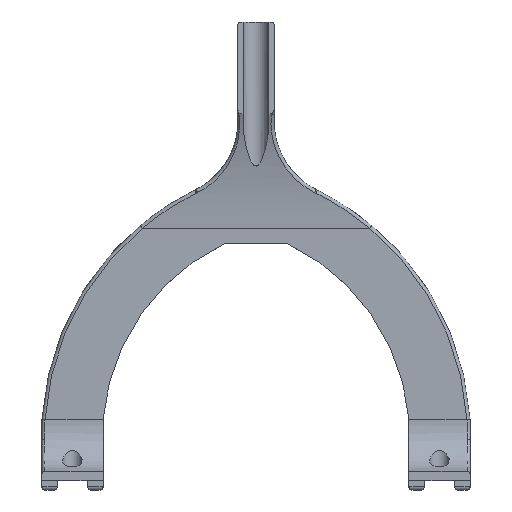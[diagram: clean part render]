
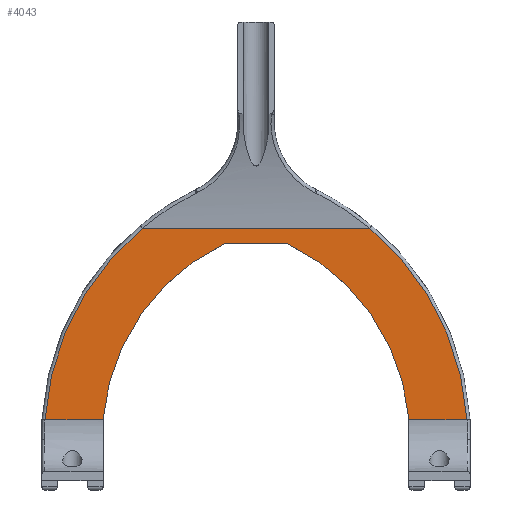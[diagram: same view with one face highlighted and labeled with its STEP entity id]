
A CAD part, top view. The second image highlights one B-rep face of the part: STEP entity #4043.
In plain terms, the highlighted planar face has unit normal (0, 0, 1).
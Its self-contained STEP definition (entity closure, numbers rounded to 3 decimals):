
#369 = CYLINDRICAL_SURFACE('',#370,16.029);
#370 = AXIS2_PLACEMENT_3D('',#371,#372,#373);
#371 = CARTESIAN_POINT('',(70.,19.029,20.));
#372 = DIRECTION('',(1.,0.,0.));
#373 = DIRECTION('',(0.,1.,0.));
#902 = TOROIDAL_SURFACE('',#903,89.185,1.);
#903 = AXIS2_PLACEMENT_3D('',#904,#905,#906);
#904 = CARTESIAN_POINT('',(20.,14.226,3.));
#905 = DIRECTION('',(0.,0.,1.));
#906 = DIRECTION('',(-0.652,0.758,0.));
#1316 = CYLINDRICAL_SURFACE('',#1317,70.238);
#1317 = AXIS2_PLACEMENT_3D('',#1318,#1319,#1320);
#1318 = CARTESIAN_POINT('',(20.,14.226,0.));
#1319 = DIRECTION('',(-0.,-0.,-1.));
#1320 = DIRECTION('',(1.,0.,0.));
#1344 = PLANE('',#1345);
#1345 = AXIS2_PLACEMENT_3D('',#1346,#1347,#1348);
#1346 = CARTESIAN_POINT('',(-10.,77.735,0.));
#1347 = DIRECTION('',(0.,1.,0.));
#1348 = DIRECTION('',(1.,0.,0.));
#1373 = CYLINDRICAL_SURFACE('',#1374,70.238);
#1374 = AXIS2_PLACEMENT_3D('',#1375,#1376,#1377);
#1375 = CARTESIAN_POINT('',(-20.,14.226,0.));
#1376 = DIRECTION('',(-0.,-0.,-1.));
#1377 = DIRECTION('',(1.,0.,0.));
#1559 = VERTEX_POINT('',#1560);
#1560 = CARTESIAN_POINT('',(-68.996,20.,4.));
#1585 = EDGE_CURVE('',#1559,#1586,#1588,.T.);
#1586 = VERTEX_POINT('',#1587);
#1587 = CARTESIAN_POINT('',(-50.,20.,4.));
#1588 = SURFACE_CURVE('',#1589,(#1593,#1599),.PCURVE_S1.);
#1589 = LINE('',#1590,#1591);
#1590 = CARTESIAN_POINT('',(-70.,20.,4.));
#1591 = VECTOR('',#1592,1.);
#1592 = DIRECTION('',(1.,0.,0.));
#1593 = PCURVE('',#369,#1594);
#1594 = DEFINITIONAL_REPRESENTATION('',(#1595),#1598);
#1595 = B_SPLINE_CURVE_WITH_KNOTS('',1,(#1596,#1597),.UNSPECIFIED.,.F.,
  .F.,(2,2),(0.,20.),.PIECEWISE_BEZIER_KNOTS.);
#1596 = CARTESIAN_POINT('',(4.773,-140.));
#1597 = CARTESIAN_POINT('',(4.773,-120.));
#1598 = ( GEOMETRIC_REPRESENTATION_CONTEXT(2) 
PARAMETRIC_REPRESENTATION_CONTEXT() REPRESENTATION_CONTEXT('2D SPACE',''
  ) );
#1599 = PCURVE('',#1600,#1605);
#1600 = PLANE('',#1601);
#1601 = AXIS2_PLACEMENT_3D('',#1602,#1603,#1604);
#1602 = CARTESIAN_POINT('',(0.,62.382,4.));
#1603 = DIRECTION('',(0.,0.,1.));
#1604 = DIRECTION('',(1.,0.,0.));
#1605 = DEFINITIONAL_REPRESENTATION('',(#1606),#1610);
#1606 = LINE('',#1607,#1608);
#1607 = CARTESIAN_POINT('',(-70.,-42.382));
#1608 = VECTOR('',#1609,1.);
#1609 = DIRECTION('',(1.,0.));
#1610 = ( GEOMETRIC_REPRESENTATION_CONTEXT(2) 
PARAMETRIC_REPRESENTATION_CONTEXT() REPRESENTATION_CONTEXT('2D SPACE',''
  ) );
#2732 = VERTEX_POINT('',#2733);
#2733 = CARTESIAN_POINT('',(-37.191,82.61,4.));
#2750 = SURFACE_OF_LINEAR_EXTRUSION('',#2751,#2755);
#2751 = B_SPLINE_CURVE_WITH_KNOTS('',2,(#2752,#2753,#2754),
  .UNSPECIFIED.,.F.,.F.,(3,3),(0.,1.),.PIECEWISE_BEZIER_KNOTS.);
#2752 = CARTESIAN_POINT('',(106.,82.61,4.));
#2753 = CARTESIAN_POINT('',(106.,106.505,5.208));
#2754 = CARTESIAN_POINT('',(106.,120.,12.));
#2755 = VECTOR('',#2756,1.);
#2756 = DIRECTION('',(1.,0.,0.));
#2843 = EDGE_CURVE('',#2732,#1559,#2844,.T.);
#2844 = SURFACE_CURVE('',#2845,(#2850,#2857),.PCURVE_S1.);
#2845 = CIRCLE('',#2846,89.185);
#2846 = AXIS2_PLACEMENT_3D('',#2847,#2848,#2849);
#2847 = CARTESIAN_POINT('',(20.,14.226,4.));
#2848 = DIRECTION('',(0.,0.,1.));
#2849 = DIRECTION('',(-0.652,0.758,0.));
#2850 = PCURVE('',#902,#2851);
#2851 = DEFINITIONAL_REPRESENTATION('',(#2852),#2856);
#2852 = LINE('',#2853,#2854);
#2853 = CARTESIAN_POINT('',(0.,1.571));
#2854 = VECTOR('',#2855,1.);
#2855 = DIRECTION('',(1.,0.));
#2856 = ( GEOMETRIC_REPRESENTATION_CONTEXT(2) 
PARAMETRIC_REPRESENTATION_CONTEXT() REPRESENTATION_CONTEXT('2D SPACE',''
  ) );
#2857 = PCURVE('',#1600,#2858);
#2858 = DEFINITIONAL_REPRESENTATION('',(#2859),#2863);
#2859 = CIRCLE('',#2860,89.185);
#2860 = AXIS2_PLACEMENT_2D('',#2861,#2862);
#2861 = CARTESIAN_POINT('',(20.,-48.156));
#2862 = DIRECTION('',(-0.652,0.758));
#2863 = ( GEOMETRIC_REPRESENTATION_CONTEXT(2) 
PARAMETRIC_REPRESENTATION_CONTEXT() REPRESENTATION_CONTEXT('2D SPACE',''
  ) );
#3356 = TOROIDAL_SURFACE('',#3357,89.185,1.);
#3357 = AXIS2_PLACEMENT_3D('',#3358,#3359,#3360);
#3358 = CARTESIAN_POINT('',(-20.,14.226,3.));
#3359 = DIRECTION('',(-0.,-0.,-1.));
#3360 = DIRECTION('',(0.998,0.064,-0.));
#3811 = VERTEX_POINT('',#3812);
#3812 = CARTESIAN_POINT('',(50.,20.,4.));
#3850 = CYLINDRICAL_SURFACE('',#3851,16.029);
#3851 = AXIS2_PLACEMENT_3D('',#3852,#3853,#3854);
#3852 = CARTESIAN_POINT('',(70.,19.029,20.));
#3853 = DIRECTION('',(1.,0.,0.));
#3854 = DIRECTION('',(0.,1.,0.));
#3893 = EDGE_CURVE('',#3811,#3894,#3896,.T.);
#3894 = VERTEX_POINT('',#3895);
#3895 = CARTESIAN_POINT('',(10.,77.735,4.));
#3896 = SURFACE_CURVE('',#3897,(#3902,#3909),.PCURVE_S1.);
#3897 = CIRCLE('',#3898,70.238);
#3898 = AXIS2_PLACEMENT_3D('',#3899,#3900,#3901);
#3899 = CARTESIAN_POINT('',(-20.,14.226,4.));
#3900 = DIRECTION('',(0.,0.,1.));
#3901 = DIRECTION('',(1.,0.,0.));
#3902 = PCURVE('',#1373,#3903);
#3903 = DEFINITIONAL_REPRESENTATION('',(#3904),#3908);
#3904 = LINE('',#3905,#3906);
#3905 = CARTESIAN_POINT('',(-0.,-4.));
#3906 = VECTOR('',#3907,1.);
#3907 = DIRECTION('',(-1.,0.));
#3908 = ( GEOMETRIC_REPRESENTATION_CONTEXT(2) 
PARAMETRIC_REPRESENTATION_CONTEXT() REPRESENTATION_CONTEXT('2D SPACE',''
  ) );
#3909 = PCURVE('',#1600,#3910);
#3910 = DEFINITIONAL_REPRESENTATION('',(#3911),#3915);
#3911 = CIRCLE('',#3912,70.238);
#3912 = AXIS2_PLACEMENT_2D('',#3913,#3914);
#3913 = CARTESIAN_POINT('',(-20.,-48.156));
#3914 = DIRECTION('',(1.,0.));
#3915 = ( GEOMETRIC_REPRESENTATION_CONTEXT(2) 
PARAMETRIC_REPRESENTATION_CONTEXT() REPRESENTATION_CONTEXT('2D SPACE',''
  ) );
#3943 = VERTEX_POINT('',#3944);
#3944 = CARTESIAN_POINT('',(-10.,77.735,4.));
#3965 = EDGE_CURVE('',#3943,#3894,#3966,.T.);
#3966 = SURFACE_CURVE('',#3967,(#3971,#3978),.PCURVE_S1.);
#3967 = LINE('',#3968,#3969);
#3968 = CARTESIAN_POINT('',(-10.,77.735,4.));
#3969 = VECTOR('',#3970,1.);
#3970 = DIRECTION('',(1.,0.,0.));
#3971 = PCURVE('',#1344,#3972);
#3972 = DEFINITIONAL_REPRESENTATION('',(#3973),#3977);
#3973 = LINE('',#3974,#3975);
#3974 = CARTESIAN_POINT('',(0.,-4.));
#3975 = VECTOR('',#3976,1.);
#3976 = DIRECTION('',(1.,0.));
#3977 = ( GEOMETRIC_REPRESENTATION_CONTEXT(2) 
PARAMETRIC_REPRESENTATION_CONTEXT() REPRESENTATION_CONTEXT('2D SPACE',''
  ) );
#3978 = PCURVE('',#1600,#3979);
#3979 = DEFINITIONAL_REPRESENTATION('',(#3980),#3984);
#3980 = LINE('',#3981,#3982);
#3981 = CARTESIAN_POINT('',(-10.,15.353));
#3982 = VECTOR('',#3983,1.);
#3983 = DIRECTION('',(1.,0.));
#3984 = ( GEOMETRIC_REPRESENTATION_CONTEXT(2) 
PARAMETRIC_REPRESENTATION_CONTEXT() REPRESENTATION_CONTEXT('2D SPACE',''
  ) );
#3992 = EDGE_CURVE('',#3943,#1586,#3993,.T.);
#3993 = SURFACE_CURVE('',#3994,(#3999,#4006),.PCURVE_S1.);
#3994 = CIRCLE('',#3995,70.238);
#3995 = AXIS2_PLACEMENT_3D('',#3996,#3997,#3998);
#3996 = CARTESIAN_POINT('',(20.,14.226,4.));
#3997 = DIRECTION('',(0.,0.,1.));
#3998 = DIRECTION('',(1.,0.,0.));
#3999 = PCURVE('',#1316,#4000);
#4000 = DEFINITIONAL_REPRESENTATION('',(#4001),#4005);
#4001 = LINE('',#4002,#4003);
#4002 = CARTESIAN_POINT('',(-0.,-4.));
#4003 = VECTOR('',#4004,1.);
#4004 = DIRECTION('',(-1.,0.));
#4005 = ( GEOMETRIC_REPRESENTATION_CONTEXT(2) 
PARAMETRIC_REPRESENTATION_CONTEXT() REPRESENTATION_CONTEXT('2D SPACE',''
  ) );
#4006 = PCURVE('',#1600,#4007);
#4007 = DEFINITIONAL_REPRESENTATION('',(#4008),#4012);
#4008 = CIRCLE('',#4009,70.238);
#4009 = AXIS2_PLACEMENT_2D('',#4010,#4011);
#4010 = CARTESIAN_POINT('',(20.,-48.156));
#4011 = DIRECTION('',(1.,0.));
#4012 = ( GEOMETRIC_REPRESENTATION_CONTEXT(2) 
PARAMETRIC_REPRESENTATION_CONTEXT() REPRESENTATION_CONTEXT('2D SPACE',''
  ) );
#4043 = ADVANCED_FACE('',(#4044),#1600,.T.);
#4044 = FACE_BOUND('',#4045,.T.);
#4045 = EDGE_LOOP('',(#4046,#4068,#4069,#4070,#4071,#4072,#4073,#4095));
#4046 = ORIENTED_EDGE('',*,*,#4047,.F.);
#4047 = EDGE_CURVE('',#2732,#4048,#4050,.T.);
#4048 = VERTEX_POINT('',#4049);
#4049 = CARTESIAN_POINT('',(37.251,82.61,4.));
#4050 = SURFACE_CURVE('',#4051,(#4055,#4062),.PCURVE_S1.);
#4051 = LINE('',#4052,#4053);
#4052 = CARTESIAN_POINT('',(-38.797,82.61,4.));
#4053 = VECTOR('',#4054,1.);
#4054 = DIRECTION('',(1.,0.,0.));
#4055 = PCURVE('',#1600,#4056);
#4056 = DEFINITIONAL_REPRESENTATION('',(#4057),#4061);
#4057 = LINE('',#4058,#4059);
#4058 = CARTESIAN_POINT('',(-38.797,20.228));
#4059 = VECTOR('',#4060,1.);
#4060 = DIRECTION('',(1.,0.));
#4061 = ( GEOMETRIC_REPRESENTATION_CONTEXT(2) 
PARAMETRIC_REPRESENTATION_CONTEXT() REPRESENTATION_CONTEXT('2D SPACE',''
  ) );
#4062 = PCURVE('',#2750,#4063);
#4063 = DEFINITIONAL_REPRESENTATION('',(#4064),#4067);
#4064 = B_SPLINE_CURVE_WITH_KNOTS('',1,(#4065,#4066),.UNSPECIFIED.,.F.,
  .F.,(2,2),(0.,77.593),.PIECEWISE_BEZIER_KNOTS.);
#4065 = CARTESIAN_POINT('',(0.,-144.797));
#4066 = CARTESIAN_POINT('',(0.,-67.203));
#4067 = ( GEOMETRIC_REPRESENTATION_CONTEXT(2) 
PARAMETRIC_REPRESENTATION_CONTEXT() REPRESENTATION_CONTEXT('2D SPACE',''
  ) );
#4068 = ORIENTED_EDGE('',*,*,#2843,.T.);
#4069 = ORIENTED_EDGE('',*,*,#1585,.T.);
#4070 = ORIENTED_EDGE('',*,*,#3992,.F.);
#4071 = ORIENTED_EDGE('',*,*,#3965,.T.);
#4072 = ORIENTED_EDGE('',*,*,#3893,.F.);
#4073 = ORIENTED_EDGE('',*,*,#4074,.T.);
#4074 = EDGE_CURVE('',#3811,#4075,#4077,.T.);
#4075 = VERTEX_POINT('',#4076);
#4076 = CARTESIAN_POINT('',(68.996,20.,
    4.));
#4077 = SURFACE_CURVE('',#4078,(#4082,#4089),.PCURVE_S1.);
#4078 = LINE('',#4079,#4080);
#4079 = CARTESIAN_POINT('',(50.,20.,4.));
#4080 = VECTOR('',#4081,1.);
#4081 = DIRECTION('',(1.,0.,0.));
#4082 = PCURVE('',#1600,#4083);
#4083 = DEFINITIONAL_REPRESENTATION('',(#4084),#4088);
#4084 = LINE('',#4085,#4086);
#4085 = CARTESIAN_POINT('',(50.,-42.382));
#4086 = VECTOR('',#4087,1.);
#4087 = DIRECTION('',(1.,0.));
#4088 = ( GEOMETRIC_REPRESENTATION_CONTEXT(2) 
PARAMETRIC_REPRESENTATION_CONTEXT() REPRESENTATION_CONTEXT('2D SPACE',''
  ) );
#4089 = PCURVE('',#3850,#4090);
#4090 = DEFINITIONAL_REPRESENTATION('',(#4091),#4094);
#4091 = B_SPLINE_CURVE_WITH_KNOTS('',1,(#4092,#4093),.UNSPECIFIED.,.F.,
  .F.,(2,2),(0.,20.),.PIECEWISE_BEZIER_KNOTS.);
#4092 = CARTESIAN_POINT('',(4.773,-20.));
#4093 = CARTESIAN_POINT('',(4.773,0.));
#4094 = ( GEOMETRIC_REPRESENTATION_CONTEXT(2) 
PARAMETRIC_REPRESENTATION_CONTEXT() REPRESENTATION_CONTEXT('2D SPACE',''
  ) );
#4095 = ORIENTED_EDGE('',*,*,#4096,.T.);
#4096 = EDGE_CURVE('',#4075,#4048,#4097,.T.);
#4097 = SURFACE_CURVE('',#4098,(#4103,#4110),.PCURVE_S1.);
#4098 = CIRCLE('',#4099,89.185);
#4099 = AXIS2_PLACEMENT_3D('',#4100,#4101,#4102);
#4100 = CARTESIAN_POINT('',(-20.,14.226,4.));
#4101 = DIRECTION('',(0.,0.,1.));
#4102 = DIRECTION('',(0.998,0.064,-0.));
#4103 = PCURVE('',#1600,#4104);
#4104 = DEFINITIONAL_REPRESENTATION('',(#4105),#4109);
#4105 = CIRCLE('',#4106,89.185);
#4106 = AXIS2_PLACEMENT_2D('',#4107,#4108);
#4107 = CARTESIAN_POINT('',(-20.,-48.156));
#4108 = DIRECTION('',(0.998,0.064));
#4109 = ( GEOMETRIC_REPRESENTATION_CONTEXT(2) 
PARAMETRIC_REPRESENTATION_CONTEXT() REPRESENTATION_CONTEXT('2D SPACE',''
  ) );
#4110 = PCURVE('',#3356,#4111);
#4111 = DEFINITIONAL_REPRESENTATION('',(#4112),#4116);
#4112 = LINE('',#4113,#4114);
#4113 = CARTESIAN_POINT('',(-0.,4.712));
#4114 = VECTOR('',#4115,1.);
#4115 = DIRECTION('',(-1.,0.));
#4116 = ( GEOMETRIC_REPRESENTATION_CONTEXT(2) 
PARAMETRIC_REPRESENTATION_CONTEXT() REPRESENTATION_CONTEXT('2D SPACE',''
  ) );
